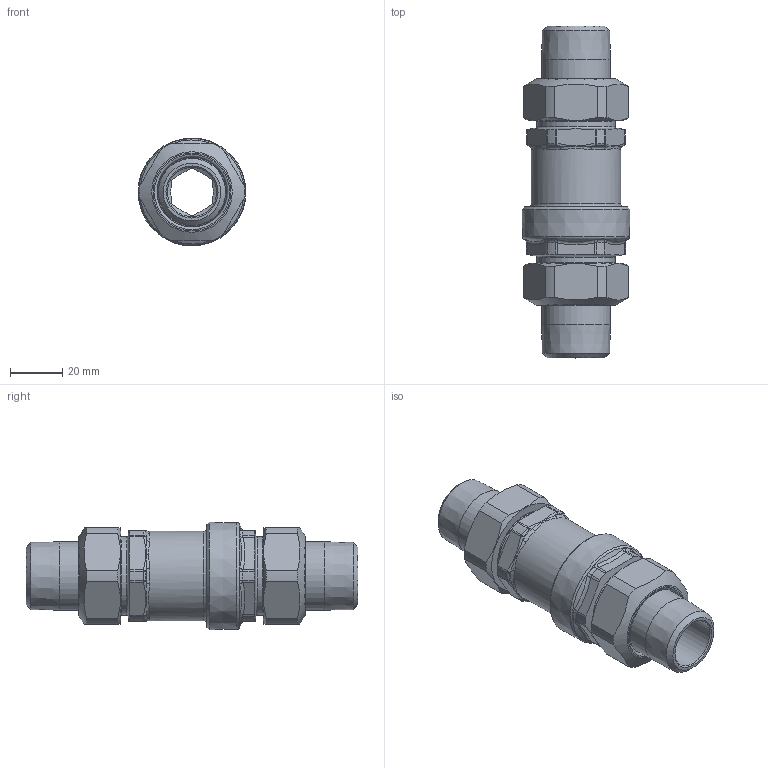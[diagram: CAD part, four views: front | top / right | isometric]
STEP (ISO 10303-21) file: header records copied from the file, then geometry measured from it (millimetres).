
FILE_DESCRIPTION(/* description */ (''),/* implementation_level */ '2;1');
FILE_NAME(/* name */ '127351AF_Simplify_1.stp',/* time_stamp */ '2025-07-24T12:35:57-05:00',/* author */ ('ischreiner'),/* organization */ (''),/* preprocessor_version */ 'ST-DEVELOPER v20',/* originating_system */ 'Autodesk Inventor 2025',/* authorisation */ '');
FILE_SCHEMA (('AUTOMOTIVE_DESIGN { 1 0 10303 214 3 1 1 }'));
Length unit declared in the file: inch
Products named in the file (1): 127351AF_Simplify_1
Bounding box: 41.38 x 127.5 x 41.38 mm (x, y, z)
Volume: 57331.9 mm3; surface area: 35378.3 mm2
Topology: 5 solids, 5 shells, 290 faces, 683 edges, 416 vertices
Faces by surface type: plane 71, cylinder 71, cone 61, bspline 44, torus 43
Full cylindrical faces by diameter (mm): 19 x2, 21 x2, 24.1 x2, 25 x2, 26.5 x2, 26.924 x2, 28.3 x2, 28.5 x1, 28.6 x1, 30 x6, 30.2 x1, 30.302 x2, 30.4 x1, 33.1 x2, 34.5 x1
Entity records: 11418 total; most frequent: CARTESIAN_POINT 4748, ORIENTED_EDGE 1366, DIRECTION 1298, EDGE_CURVE 683, AXIS2_PLACEMENT_3D 562, VERTEX_POINT 416, EDGE_LOOP 313, STYLED_ITEM 295
